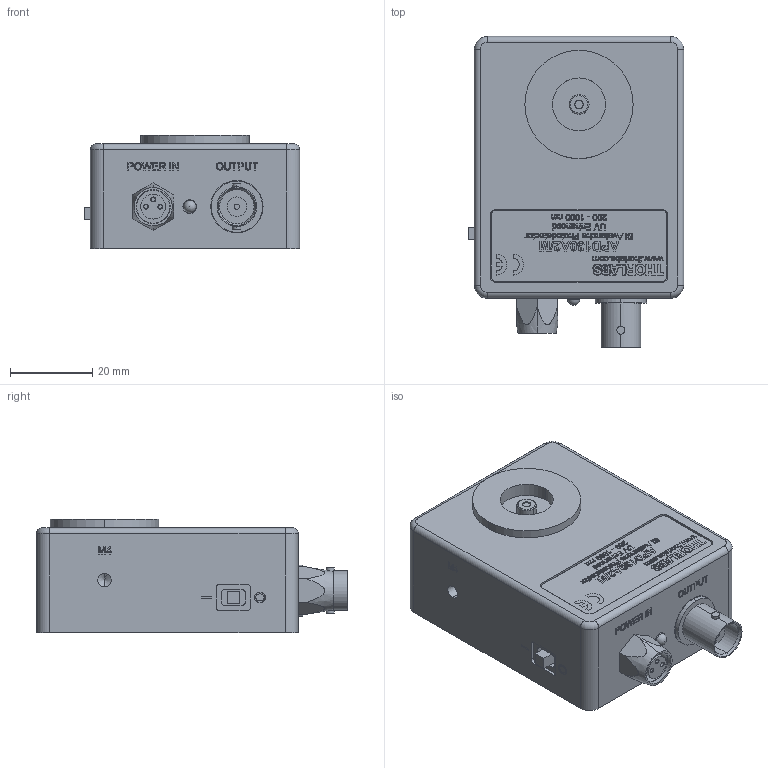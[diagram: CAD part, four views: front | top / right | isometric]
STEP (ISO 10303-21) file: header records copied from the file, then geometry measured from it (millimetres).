
FILE_DESCRIPTION (( 'STEP AP214' ), '1' );
FILE_NAME ('MTN004762-E0W.STEP', '2015-01-19T14:42:50', ( 'tempinstall' ), ( '' ), 'SwSTEP 2.0', 'SolidWorks 2014', '' );
FILE_SCHEMA (( 'AUTOMOTIVE_DESIGN' ));
Length unit declared in the file: millimetre
Products named in the file (1): MTN004762-E0W
Bounding box: 52.26 x 75.46 x 27.43 mm (x, y, z)
Volume: 36153.2 mm3; surface area: 28859.4 mm2
Topology: 12 solids, 13 shells, 2054 faces, 5321 edges, 3475 vertices
Faces by surface type: plane 1099, bspline 584, cylinder 252, cone 102, torus 16, sphere 1
Entity records: 111837 total; most frequent: CARTESIAN_POINT 42602, ORIENTED_EDGE 10576, DIRECTION 7650, EDGE_CURVE 5288, VERTEX_POINT 3473, LINE 3400, VECTOR 3400, EDGE_LOOP 2285
